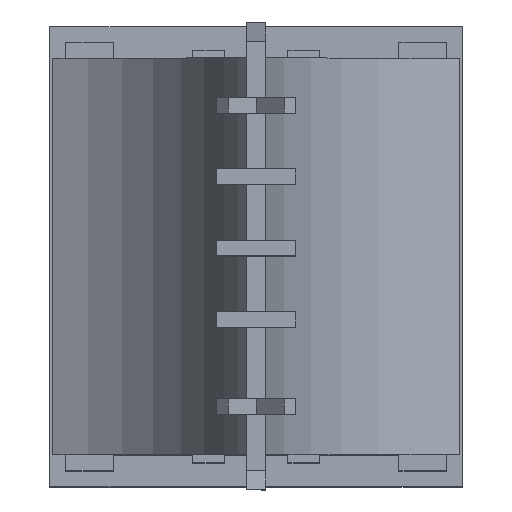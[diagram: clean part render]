
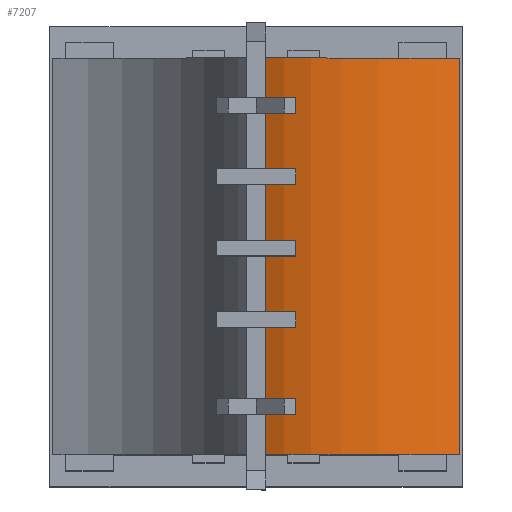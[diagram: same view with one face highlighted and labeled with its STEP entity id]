
A CAD part, top view. The second image highlights one B-rep face of the part: STEP entity #7207.
In plain terms, the highlighted free-form (B-spline) face has degree [1, 2] with [2, 3] control points.
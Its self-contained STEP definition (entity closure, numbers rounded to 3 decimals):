
#35=ELLIPSE('',#7691,45.,35.);
#37=ELLIPSE('',#7693,45.,35.);
#51=(
BOUNDED_SURFACE()
B_SPLINE_SURFACE(1,2,((#11284,#11285,#11286),(#11287,#11288,#11289)),
 .UNSPECIFIED.,.F.,.F.,.F.)
B_SPLINE_SURFACE_WITH_KNOTS((2,2),(3,3),(0.,1.111),(0.271,
1.329),.UNSPECIFIED.)
GEOMETRIC_REPRESENTATION_ITEM()
RATIONAL_B_SPLINE_SURFACE(((1.,0.863,1.),(1.,0.863,
1.)))
REPRESENTATION_ITEM('')
SURFACE()
);
#525=FACE_OUTER_BOUND('',#962,.T.);
#962=EDGE_LOOP('',(#6235,#6236,#6237,#6238));
#1830=LINE('',#11216,#2785);
#1848=LINE('',#11292,#2803);
#2785=VECTOR('',#9191,10.);
#2803=VECTOR('',#9247,10.);
#3479=VERTEX_POINT('',#11213);
#3480=VERTEX_POINT('',#11215);
#3493=VERTEX_POINT('',#11279);
#3495=VERTEX_POINT('',#11290);
#4399=EDGE_CURVE('',#3480,#3479,#1830,.T.);
#4425=EDGE_CURVE('',#3493,#3480,#35,.T.);
#4428=EDGE_CURVE('',#3495,#3479,#37,.T.);
#4429=EDGE_CURVE('',#3493,#3495,#1848,.T.);
#6235=ORIENTED_EDGE('',*,*,#4425,.T.);
#6236=ORIENTED_EDGE('',*,*,#4399,.T.);
#6237=ORIENTED_EDGE('',*,*,#4428,.F.);
#6238=ORIENTED_EDGE('',*,*,#4429,.F.);
#7207=ADVANCED_FACE('',(#525),#51,.T.);
#7691=AXIS2_PLACEMENT_3D('',#11280,#9240,#9241);
#7693=AXIS2_PLACEMENT_3D('',#11291,#9245,#9246);
#9191=DIRECTION('',(1.,0.,0.));
#9240=DIRECTION('center_axis',(-1.,0.,0.));
#9241=DIRECTION('ref_axis',(0.,0.,-1.));
#9245=DIRECTION('center_axis',(-1.,0.,0.));
#9246=DIRECTION('ref_axis',(0.,0.,-1.));
#9247=DIRECTION('',(1.,0.,0.));
#11213=CARTESIAN_POINT('',(50.,26.368,-43.358));
#11215=CARTESIAN_POINT('',(0.,26.368,-43.358));
#11216=CARTESIAN_POINT('',(0.,26.368,-43.358));
#11279=CARTESIAN_POINT('',(0.,50.984,-10.765));
#11280=CARTESIAN_POINT('Origin',(0.,17.,0.));
#11284=CARTESIAN_POINT('Ctrl Pts',(0.,26.368,-43.358));
#11285=CARTESIAN_POINT('Ctrl Pts',(0.,46.088,-36.315));
#11286=CARTESIAN_POINT('Ctrl Pts',(0.,50.984,-10.765));
#11287=CARTESIAN_POINT('Ctrl Pts',(50.,26.368,-43.358));
#11288=CARTESIAN_POINT('Ctrl Pts',(50.,46.088,-36.315));
#11289=CARTESIAN_POINT('Ctrl Pts',(50.,50.984,-10.765));
#11290=CARTESIAN_POINT('',(50.,50.984,-10.765));
#11291=CARTESIAN_POINT('Origin',(50.,17.,0.));
#11292=CARTESIAN_POINT('',(0.,50.984,-10.765));
